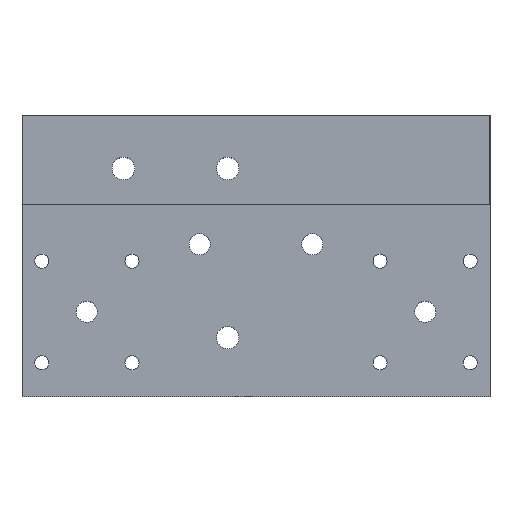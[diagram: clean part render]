
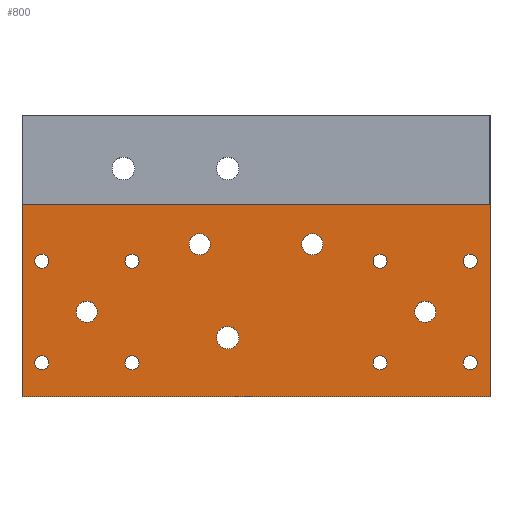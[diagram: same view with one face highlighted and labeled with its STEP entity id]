
A CAD part, top view. The second image highlights one B-rep face of the part: STEP entity #800.
In plain terms, the highlighted planar face has unit normal (0, 0, 1).
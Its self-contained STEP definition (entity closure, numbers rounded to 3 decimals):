
#17=FACE_BOUND('',#124,.T.);
#18=FACE_BOUND('',#125,.T.);
#19=FACE_BOUND('',#126,.T.);
#20=FACE_BOUND('',#127,.T.);
#21=FACE_BOUND('',#128,.T.);
#22=FACE_BOUND('',#129,.T.);
#23=FACE_BOUND('',#130,.T.);
#24=FACE_BOUND('',#131,.T.);
#25=FACE_BOUND('',#132,.T.);
#26=FACE_BOUND('',#133,.T.);
#27=FACE_BOUND('',#134,.T.);
#28=FACE_BOUND('',#135,.T.);
#29=FACE_BOUND('',#136,.T.);
#50=PLANE('',#881);
#80=FACE_OUTER_BOUND('',#123,.T.);
#123=EDGE_LOOP('',(#604,#605,#606,#607));
#124=EDGE_LOOP('',(#608));
#125=EDGE_LOOP('',(#609));
#126=EDGE_LOOP('',(#610));
#127=EDGE_LOOP('',(#611));
#128=EDGE_LOOP('',(#612));
#129=EDGE_LOOP('',(#613));
#130=EDGE_LOOP('',(#614));
#131=EDGE_LOOP('',(#615));
#132=EDGE_LOOP('',(#616));
#133=EDGE_LOOP('',(#617));
#134=EDGE_LOOP('',(#618));
#135=EDGE_LOOP('',(#619));
#136=EDGE_LOOP('',(#620));
#195=LINE('',#1257,#260);
#198=LINE('',#1262,#263);
#202=LINE('',#1270,#267);
#203=LINE('',#1271,#268);
#260=VECTOR('',#1025,10.);
#263=VECTOR('',#1030,10.);
#267=VECTOR('',#1036,10.);
#268=VECTOR('',#1037,10.);
#309=CIRCLE('',#841,2.5);
#311=CIRCLE('',#844,2.5);
#313=CIRCLE('',#847,2.5);
#315=CIRCLE('',#850,2.5);
#317=CIRCLE('',#853,2.5);
#319=CIRCLE('',#856,2.5);
#321=CIRCLE('',#859,2.5);
#323=CIRCLE('',#862,2.5);
#325=CIRCLE('',#865,3.75);
#327=CIRCLE('',#868,3.75);
#329=CIRCLE('',#871,3.75);
#331=CIRCLE('',#874,3.75);
#335=CIRCLE('',#882,4.);
#355=VERTEX_POINT('',#1170);
#357=VERTEX_POINT('',#1176);
#359=VERTEX_POINT('',#1182);
#361=VERTEX_POINT('',#1188);
#363=VERTEX_POINT('',#1194);
#365=VERTEX_POINT('',#1200);
#367=VERTEX_POINT('',#1206);
#369=VERTEX_POINT('',#1212);
#371=VERTEX_POINT('',#1218);
#373=VERTEX_POINT('',#1224);
#375=VERTEX_POINT('',#1230);
#377=VERTEX_POINT('',#1236);
#385=VERTEX_POINT('',#1255);
#386=VERTEX_POINT('',#1256);
#387=VERTEX_POINT('',#1261);
#390=VERTEX_POINT('',#1269);
#391=VERTEX_POINT('',#1272);
#429=EDGE_CURVE('',#355,#355,#309,.T.);
#432=EDGE_CURVE('',#357,#357,#311,.T.);
#435=EDGE_CURVE('',#359,#359,#313,.T.);
#438=EDGE_CURVE('',#361,#361,#315,.T.);
#441=EDGE_CURVE('',#363,#363,#317,.T.);
#444=EDGE_CURVE('',#365,#365,#319,.T.);
#447=EDGE_CURVE('',#367,#367,#321,.T.);
#450=EDGE_CURVE('',#369,#369,#323,.T.);
#453=EDGE_CURVE('',#371,#371,#325,.T.);
#456=EDGE_CURVE('',#373,#373,#327,.T.);
#459=EDGE_CURVE('',#375,#375,#329,.T.);
#462=EDGE_CURVE('',#377,#377,#331,.T.);
#471=EDGE_CURVE('',#385,#386,#195,.T.);
#474=EDGE_CURVE('',#387,#385,#198,.T.);
#478=EDGE_CURVE('',#386,#390,#202,.T.);
#479=EDGE_CURVE('',#390,#387,#203,.F.);
#480=EDGE_CURVE('',#391,#391,#335,.T.);
#604=ORIENTED_EDGE('',*,*,#471,.T.);
#605=ORIENTED_EDGE('',*,*,#478,.T.);
#606=ORIENTED_EDGE('',*,*,#479,.T.);
#607=ORIENTED_EDGE('',*,*,#474,.T.);
#608=ORIENTED_EDGE('',*,*,#429,.T.);
#609=ORIENTED_EDGE('',*,*,#432,.T.);
#610=ORIENTED_EDGE('',*,*,#435,.T.);
#611=ORIENTED_EDGE('',*,*,#438,.T.);
#612=ORIENTED_EDGE('',*,*,#441,.T.);
#613=ORIENTED_EDGE('',*,*,#444,.T.);
#614=ORIENTED_EDGE('',*,*,#447,.T.);
#615=ORIENTED_EDGE('',*,*,#450,.T.);
#616=ORIENTED_EDGE('',*,*,#453,.T.);
#617=ORIENTED_EDGE('',*,*,#456,.T.);
#618=ORIENTED_EDGE('',*,*,#459,.T.);
#619=ORIENTED_EDGE('',*,*,#462,.T.);
#620=ORIENTED_EDGE('',*,*,#480,.T.);
#800=ADVANCED_FACE('',(#80,#17,#18,#19,#20,#21,#22,#23,#24,#25,#26,#27,
#28,#29),#50,.T.);
#841=AXIS2_PLACEMENT_3D('',#1171,#931,#932);
#844=AXIS2_PLACEMENT_3D('',#1177,#938,#939);
#847=AXIS2_PLACEMENT_3D('',#1183,#945,#946);
#850=AXIS2_PLACEMENT_3D('',#1189,#952,#953);
#853=AXIS2_PLACEMENT_3D('',#1195,#959,#960);
#856=AXIS2_PLACEMENT_3D('',#1201,#966,#967);
#859=AXIS2_PLACEMENT_3D('',#1207,#973,#974);
#862=AXIS2_PLACEMENT_3D('',#1213,#980,#981);
#865=AXIS2_PLACEMENT_3D('',#1219,#987,#988);
#868=AXIS2_PLACEMENT_3D('',#1225,#994,#995);
#871=AXIS2_PLACEMENT_3D('',#1231,#1001,#1002);
#874=AXIS2_PLACEMENT_3D('',#1237,#1008,#1009);
#881=AXIS2_PLACEMENT_3D('',#1268,#1034,#1035);
#882=AXIS2_PLACEMENT_3D('',#1273,#1038,#1039);
#931=DIRECTION('center_axis',(0.,0.,
-1.));
#932=DIRECTION('ref_axis',(1.,0.,0.));
#938=DIRECTION('center_axis',(0.,0.,
-1.));
#939=DIRECTION('ref_axis',(1.,0.,0.));
#945=DIRECTION('center_axis',(0.,0.,
-1.));
#946=DIRECTION('ref_axis',(1.,0.,0.));
#952=DIRECTION('center_axis',(0.,0.,
-1.));
#953=DIRECTION('ref_axis',(1.,0.,0.));
#959=DIRECTION('center_axis',(0.,0.,
-1.));
#960=DIRECTION('ref_axis',(1.,0.,0.));
#966=DIRECTION('center_axis',(0.,0.,
-1.));
#967=DIRECTION('ref_axis',(1.,0.,0.));
#973=DIRECTION('center_axis',(0.,0.,
-1.));
#974=DIRECTION('ref_axis',(1.,0.,0.));
#980=DIRECTION('center_axis',(0.,0.,
-1.));
#981=DIRECTION('ref_axis',(1.,0.,0.));
#987=DIRECTION('center_axis',(0.,0.,
-1.));
#988=DIRECTION('ref_axis',(1.,0.,0.));
#994=DIRECTION('center_axis',(0.,0.,
-1.));
#995=DIRECTION('ref_axis',(1.,0.,0.));
#1001=DIRECTION('center_axis',(0.,0.,
-1.));
#1002=DIRECTION('ref_axis',(1.,0.,0.));
#1008=DIRECTION('center_axis',(0.,0.,
-1.));
#1009=DIRECTION('ref_axis',(1.,0.,0.));
#1025=DIRECTION('',(-1.,0.,0.));
#1030=DIRECTION('',(0.,1.,0.));
#1034=DIRECTION('center_axis',(0.,0.,
1.));
#1035=DIRECTION('ref_axis',(1.,0.,0.));
#1036=DIRECTION('',(0.,-1.,0.));
#1037=DIRECTION('',(-1.,0.,0.));
#1038=DIRECTION('center_axis',(0.,0.,
-1.));
#1039=DIRECTION('ref_axis',(-1.,0.,0.));
#1170=CARTESIAN_POINT('',(-857.87,552.75,-313.033));
#1171=CARTESIAN_POINT('Origin',(-855.37,552.75,-313.033));
#1176=CARTESIAN_POINT('',(-737.87,588.75,-313.033));
#1177=CARTESIAN_POINT('Origin',(-735.37,588.75,-313.033));
#1182=CARTESIAN_POINT('',(-737.87,552.75,-313.033));
#1183=CARTESIAN_POINT('Origin',(-735.37,552.75,-313.033));
#1188=CARTESIAN_POINT('',(-825.87,552.75,-313.033));
#1189=CARTESIAN_POINT('Origin',(-823.37,552.75,-313.033));
#1194=CARTESIAN_POINT('',(-857.87,588.75,-313.033));
#1195=CARTESIAN_POINT('Origin',(-855.37,588.75,-313.033));
#1200=CARTESIAN_POINT('',(-705.87,588.75,-313.033));
#1201=CARTESIAN_POINT('Origin',(-703.37,588.75,-313.033));
#1206=CARTESIAN_POINT('',(-705.87,552.75,-313.033));
#1207=CARTESIAN_POINT('Origin',(-703.37,552.75,-313.033));
#1212=CARTESIAN_POINT('',(-825.87,588.75,-313.033));
#1213=CARTESIAN_POINT('Origin',(-823.37,588.75,-313.033));
#1218=CARTESIAN_POINT('',(-803.12,594.764,-313.033));
#1219=CARTESIAN_POINT('Origin',(-799.37,594.764,-313.033));
#1224=CARTESIAN_POINT('',(-763.12,594.764,-313.033));
#1225=CARTESIAN_POINT('Origin',(-759.37,594.764,-313.033));
#1230=CARTESIAN_POINT('',(-843.12,570.764,-313.033));
#1231=CARTESIAN_POINT('Origin',(-839.37,570.764,-313.033));
#1236=CARTESIAN_POINT('',(-723.12,570.764,-313.033));
#1237=CARTESIAN_POINT('Origin',(-719.37,570.764,-313.033));
#1255=CARTESIAN_POINT('',(-696.37,608.75,-313.033));
#1256=CARTESIAN_POINT('',(-862.37,608.75,-313.033));
#1257=CARTESIAN_POINT('',(-779.37,608.75,-313.033));
#1261=CARTESIAN_POINT('',(-696.37,540.613,-313.033));
#1262=CARTESIAN_POINT('',(-696.37,544.193,-313.033));
#1268=CARTESIAN_POINT('Origin',(-779.37,576.478,-313.033));
#1269=CARTESIAN_POINT('',(-862.37,540.613,-313.033));
#1270=CARTESIAN_POINT('',(-862.37,608.764,-313.033));
#1271=CARTESIAN_POINT('',(-737.87,540.613,-313.033));
#1272=CARTESIAN_POINT('',(-785.406,561.614,-313.033));
#1273=CARTESIAN_POINT('Origin',(-789.406,561.614,-313.033));
